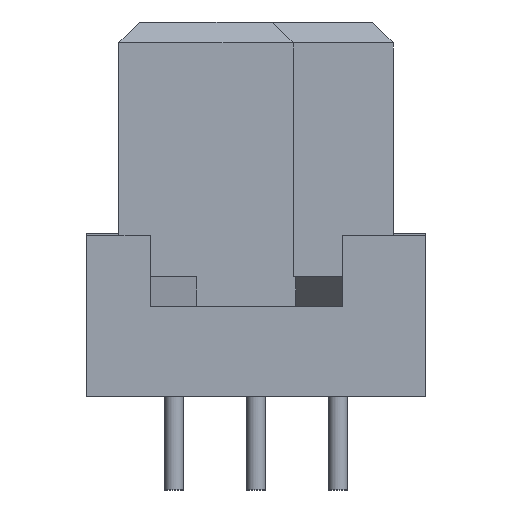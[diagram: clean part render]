
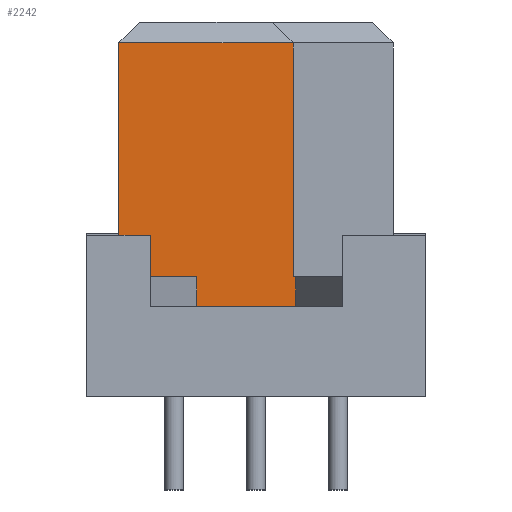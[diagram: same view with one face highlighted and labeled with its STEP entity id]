
A CAD part, front view. The second image highlights one B-rep face of the part: STEP entity #2242.
In plain terms, the highlighted free-form (B-spline) face has degree [1, 1] with [2, 2] control points.
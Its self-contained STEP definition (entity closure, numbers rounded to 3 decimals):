
#1455=CARTESIAN_POINT('',(3.69,-81.87,3.7));
#1456=VERTEX_POINT('',#1455);
#1457=CARTESIAN_POINT('',(3.69,-81.87,10.95));
#1458=VERTEX_POINT('',#1457);
#1459=CARTESIAN_POINT('',(3.69,-81.87,3.7));
#1460=CARTESIAN_POINT('',(3.69,-81.87,10.95));
#1461=B_SPLINE_CURVE_WITH_KNOTS('',1,(#1459,#1460),.UNSPECIFIED.,.F.,.U.,(2,2),(0.0,6.905),.UNSPECIFIED.);
#1462=EDGE_CURVE('',#1456,#1458,#1461,.T.);
#1501=CARTESIAN_POINT('',(-1.71,-81.87,10.95));
#1502=VERTEX_POINT('',#1501);
#1508=CARTESIAN_POINT('',(-1.71,-81.87,10.95));
#1509=CARTESIAN_POINT('',(3.69,-81.87,10.95));
#1510=QUASI_UNIFORM_CURVE('',1,(#1508,#1509),.UNSPECIFIED.,.F.,.U.);
#1511=EDGE_CURVE('',#1502,#1458,#1510,.T.);
#1606=CARTESIAN_POINT('',(3.772,-81.87,2.8));
#1607=VERTEX_POINT('',#1606);
#1608=CARTESIAN_POINT('',(3.772,-81.87,3.7));
#1609=VERTEX_POINT('',#1608);
#1610=CARTESIAN_POINT('',(3.772,-81.87,2.8));
#1611=CARTESIAN_POINT('',(3.772,-81.87,3.7));
#1612=B_SPLINE_CURVE_WITH_KNOTS('',1,(#1610,#1611),.UNSPECIFIED.,.F.,.U.,(2,2),(0.0,0.312),.UNSPECIFIED.);
#1613=EDGE_CURVE('',#1607,#1609,#1612,.T.);
#1828=CARTESIAN_POINT('',(0.708,-81.87,2.8));
#1829=VERTEX_POINT('',#1828);
#1830=CARTESIAN_POINT('',(0.708,-81.87,2.8));
#1831=CARTESIAN_POINT('',(3.772,-81.87,2.8));
#1832=QUASI_UNIFORM_CURVE('',1,(#1830,#1831),.UNSPECIFIED.,.F.,.U.);
#1833=EDGE_CURVE('',#1829,#1607,#1832,.T.);
#2159=CARTESIAN_POINT('',(-1.71,-81.87,3.7));
#2160=VERTEX_POINT('',#2159);
#2166=CARTESIAN_POINT('',(-1.71,-81.87,3.7));
#2167=CARTESIAN_POINT('',(-1.71,-81.87,10.95));
#2168=QUASI_UNIFORM_CURVE('',1,(#2166,#2167),.UNSPECIFIED.,.F.,.U.);
#2169=EDGE_CURVE('',#2160,#1502,#2168,.T.);
#2188=CARTESIAN_POINT('',(0.708,-81.87,3.7));
#2189=VERTEX_POINT('',#2188);
#2195=CARTESIAN_POINT('',(-1.71,-81.87,3.7));
#2196=CARTESIAN_POINT('',(0.708,-81.87,3.7));
#2197=B_SPLINE_CURVE_WITH_KNOTS('',1,(#2195,#2196),.UNSPECIFIED.,.F.,.U.,(2,2),(0.138,0.472),.UNSPECIFIED.);
#2198=EDGE_CURVE('',#2160,#2189,#2197,.T.);
#2214=CARTESIAN_POINT('',(0.708,-81.87,3.7));
#2215=CARTESIAN_POINT('',(0.708,-81.87,2.8));
#2216=B_SPLINE_CURVE_WITH_KNOTS('',1,(#2214,#2215),.UNSPECIFIED.,.F.,.U.,(2,2),(2.737,3.048),.UNSPECIFIED.);
#2217=EDGE_CURVE('',#2189,#1829,#2216,.T.);
#2223=CARTESIAN_POINT('',(-1.72,-81.87,10.96));
#2224=CARTESIAN_POINT('',(-1.72,-81.87,2.79));
#2225=CARTESIAN_POINT('',(3.782,-81.87,10.96));
#2226=CARTESIAN_POINT('',(3.782,-81.87,2.79));
#2227=B_SPLINE_SURFACE_WITH_KNOTS('',1,1,((#2223,#2225),(#2224,#2226)),.UNSPECIFIED.,.F.,.F.,.U.,(2,2),(2,2),(0.082,0.99),(0.121,0.732),.UNSPECIFIED.);
#2228=ORIENTED_EDGE('',*,*,#2217,.T.);
#2229=ORIENTED_EDGE('',*,*,#1833,.T.);
#2230=ORIENTED_EDGE('',*,*,#1613,.T.);
#2231=CARTESIAN_POINT('',(3.772,-81.87,3.7));
#2232=CARTESIAN_POINT('',(3.69,-81.87,3.7));
#2233=B_SPLINE_CURVE_WITH_KNOTS('',1,(#2231,#2232),.UNSPECIFIED.,.F.,.U.,(2,2),(0.973,1.0),.UNSPECIFIED.);
#2234=EDGE_CURVE('',#1609,#1456,#2233,.T.);
#2235=ORIENTED_EDGE('',*,*,#2234,.T.);
#2236=ORIENTED_EDGE('',*,*,#1462,.T.);
#2237=ORIENTED_EDGE('',*,*,#1511,.F.);
#2238=ORIENTED_EDGE('',*,*,#2169,.F.);
#2239=ORIENTED_EDGE('',*,*,#2198,.T.);
#2240=EDGE_LOOP('',(#2228,#2229,#2230,#2235,#2236,#2237,#2238,#2239));
#2241=FACE_OUTER_BOUND('',#2240,.T.);
#2242=ADVANCED_FACE('',(#2241),#2227,.T.);
